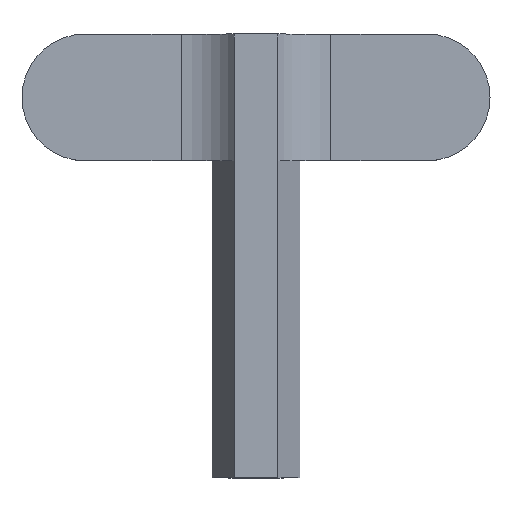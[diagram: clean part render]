
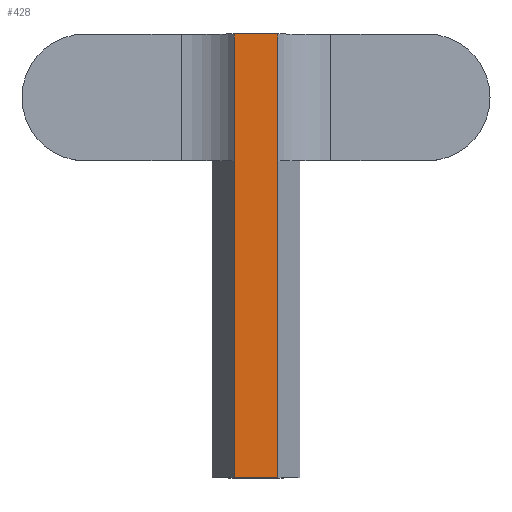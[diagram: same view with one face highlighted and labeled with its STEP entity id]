
A CAD part, top view. The second image highlights one B-rep face of the part: STEP entity #428.
In plain terms, the highlighted planar face has unit normal (0, 0, 1).
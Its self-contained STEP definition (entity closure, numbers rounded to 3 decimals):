
#1 = CARTESIAN_POINT ( 'NONE',  ( -3.45, 70., 5.976 ) ) ;
#17 = EDGE_CURVE ( 'NONE', #403, #658, #45, .T. ) ;
#45 = LINE ( 'NONE', #664, #435 ) ;
#48 = VERTEX_POINT ( 'NONE', #688 ) ;
#67 = CARTESIAN_POINT ( 'NONE',  ( 3.45, 50., 5.976 ) ) ;
#69 = CARTESIAN_POINT ( 'NONE',  ( 3.45, 0., 5.976 ) ) ;
#78 = DIRECTION ( 'NONE',  ( 0., -1., 0. ) ) ;
#113 = EDGE_CURVE ( 'NONE', #658, #48, #178, .T. ) ;
#118 = FACE_OUTER_BOUND ( 'NONE', #615, .T. ) ;
#121 = AXIS2_PLACEMENT_3D ( 'NONE', #231, #580, #411 ) ;
#129 = PLANE ( 'NONE',  #121 ) ;
#148 = DIRECTION ( 'NONE',  ( 0., -1., 0. ) ) ;
#159 = EDGE_CURVE ( 'NONE', #403, #443, #563, .T. ) ;
#161 = VERTEX_POINT ( 'NONE', #67 ) ;
#178 = LINE ( 'NONE', #510, #710 ) ;
#193 = CARTESIAN_POINT ( 'NONE',  ( -3.45, 0., 5.976 ) ) ;
#202 = ORIENTED_EDGE ( 'NONE', *, *, #703, .F. ) ;
#204 = VECTOR ( 'NONE', #78, 1000. ) ;
#231 = CARTESIAN_POINT ( 'NONE',  ( -3.45, 70., 5.976 ) ) ;
#281 = DIRECTION ( 'NONE',  ( 0., -1., 0. ) ) ;
#327 = CARTESIAN_POINT ( 'NONE',  ( -3.45, 50., 5.976 ) ) ;
#350 = CARTESIAN_POINT ( 'NONE',  ( 3.45, 70., 5.976 ) ) ;
#364 = DIRECTION ( 'NONE',  ( 1., 0., 0. ) ) ;
#393 = ORIENTED_EDGE ( 'NONE', *, *, #17, .T. ) ;
#403 = VERTEX_POINT ( 'NONE', #433 ) ;
#411 = DIRECTION ( 'NONE',  ( -1., 0., 0. ) ) ;
#419 = LINE ( 'NONE', #649, #204 ) ;
#428 = ADVANCED_FACE ( 'NONE', ( #118 ), #129, .F. ) ;
#431 = VERTEX_POINT ( 'NONE', #69 ) ;
#432 = CARTESIAN_POINT ( 'NONE',  ( 3.45, 70., 5.976 ) ) ;
#433 = CARTESIAN_POINT ( 'NONE',  ( -3.45, 70., 5.976 ) ) ;
#435 = VECTOR ( 'NONE', #604, 1000. ) ;
#439 = ORIENTED_EDGE ( 'NONE', *, *, #686, .F. ) ;
#443 = VERTEX_POINT ( 'NONE', #350 ) ;
#510 = CARTESIAN_POINT ( 'NONE',  ( -3.45, 70., 5.976 ) ) ;
#525 = VECTOR ( 'NONE', #364, 1000. ) ;
#526 = ORIENTED_EDGE ( 'NONE', *, *, #676, .T. ) ;
#553 = ORIENTED_EDGE ( 'NONE', *, *, #159, .F. ) ;
#563 = LINE ( 'NONE', #1, #637 ) ;
#577 = DIRECTION ( 'NONE',  ( 1., 0., 0. ) ) ;
#580 = DIRECTION ( 'NONE',  ( 0., 0., -1. ) ) ;
#583 = VECTOR ( 'NONE', #148, 1000. ) ;
#590 = LINE ( 'NONE', #432, #583 ) ;
#604 = DIRECTION ( 'NONE',  ( 0., -1., 0. ) ) ;
#615 = EDGE_LOOP ( 'NONE', ( #526, #202, #439, #553, #393, #666 ) ) ;
#637 = VECTOR ( 'NONE', #577, 1000. ) ;
#649 = CARTESIAN_POINT ( 'NONE',  ( 3.45, 70., 5.976 ) ) ;
#658 = VERTEX_POINT ( 'NONE', #327 ) ;
#663 = LINE ( 'NONE', #193, #525 ) ;
#664 = CARTESIAN_POINT ( 'NONE',  ( -3.45, 70., 5.976 ) ) ;
#666 = ORIENTED_EDGE ( 'NONE', *, *, #113, .T. ) ;
#676 = EDGE_CURVE ( 'NONE', #48, #431, #663, .T. ) ;
#686 = EDGE_CURVE ( 'NONE', #443, #161, #590, .T. ) ;
#688 = CARTESIAN_POINT ( 'NONE',  ( -3.45, 0., 5.976 ) ) ;
#703 = EDGE_CURVE ( 'NONE', #161, #431, #419, .T. ) ;
#710 = VECTOR ( 'NONE', #281, 1000. ) ;
